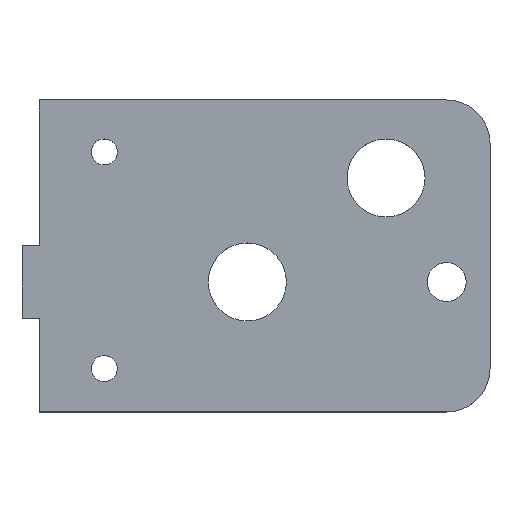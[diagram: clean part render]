
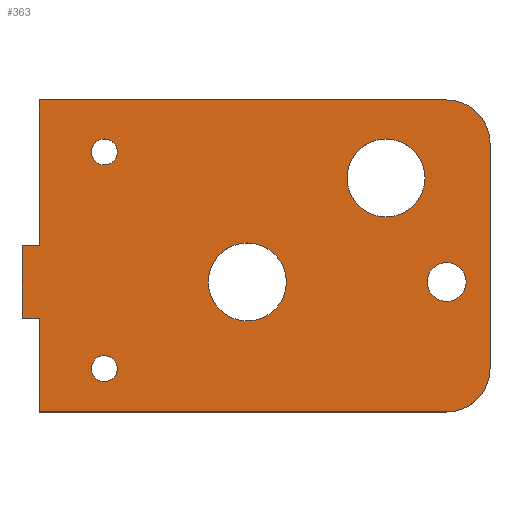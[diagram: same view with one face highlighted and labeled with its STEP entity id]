
A CAD part, top view. The second image highlights one B-rep face of the part: STEP entity #363.
In plain terms, the highlighted face is planar.
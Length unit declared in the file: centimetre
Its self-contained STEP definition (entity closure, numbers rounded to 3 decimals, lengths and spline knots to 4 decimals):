
#25=FACE_BOUND('',#79,.T.);
#26=FACE_BOUND('',#80,.T.);
#27=FACE_BOUND('',#81,.T.);
#28=FACE_BOUND('',#82,.T.);
#29=FACE_BOUND('',#83,.T.);
#44=PLANE('',#388);
#57=FACE_OUTER_BOUND('',#78,.T.);
#78=EDGE_LOOP('',(#269,#270,#271,#272,#273,#274,#275,#276,#277,#278));
#79=EDGE_LOOP('',(#279));
#80=EDGE_LOOP('',(#280));
#81=EDGE_LOOP('',(#281));
#82=EDGE_LOOP('',(#282));
#83=EDGE_LOOP('',(#283));
#119=LINE('',#554,#145);
#120=LINE('',#556,#146);
#121=LINE('',#558,#147);
#122=LINE('',#560,#148);
#123=LINE('',#562,#149);
#124=LINE('',#564,#150);
#125=LINE('',#566,#151);
#126=LINE('',#569,#152);
#145=VECTOR('',#440,4.7);
#146=VECTOR('',#441,1.68);
#147=VECTOR('',#442,0.2);
#148=VECTOR('',#443,0.84);
#149=VECTOR('',#444,0.2);
#150=VECTOR('',#445,1.08);
#151=VECTOR('',#446,4.7);
#152=VECTOR('',#449,2.6);
#169=CIRCLE('',#386,0.5);
#171=CIRCLE('',#389,0.5);
#172=CIRCLE('',#390,0.225);
#173=CIRCLE('',#391,0.15);
#174=CIRCLE('',#392,0.15);
#175=CIRCLE('',#393,0.45);
#176=CIRCLE('',#394,0.45);
#187=VERTEX_POINT('',#544);
#188=VERTEX_POINT('',#545);
#191=VERTEX_POINT('',#553);
#192=VERTEX_POINT('',#555);
#193=VERTEX_POINT('',#557);
#194=VERTEX_POINT('',#559);
#195=VERTEX_POINT('',#561);
#196=VERTEX_POINT('',#563);
#197=VERTEX_POINT('',#565);
#198=VERTEX_POINT('',#567);
#199=VERTEX_POINT('',#570);
#200=VERTEX_POINT('',#572);
#201=VERTEX_POINT('',#574);
#202=VERTEX_POINT('',#576);
#203=VERTEX_POINT('',#578);
#221=EDGE_CURVE('',#187,#188,#169,.T.);
#225=EDGE_CURVE('',#191,#188,#119,.F.);
#226=EDGE_CURVE('',#192,#191,#120,.T.);
#227=EDGE_CURVE('',#192,#193,#121,.T.);
#228=EDGE_CURVE('',#194,#193,#122,.T.);
#229=EDGE_CURVE('',#195,#194,#123,.T.);
#230=EDGE_CURVE('',#196,#195,#124,.T.);
#231=EDGE_CURVE('',#197,#196,#125,.F.);
#232=EDGE_CURVE('',#197,#198,#171,.T.);
#233=EDGE_CURVE('',#187,#198,#126,.F.);
#234=EDGE_CURVE('',#199,#199,#172,.T.);
#235=EDGE_CURVE('',#200,#200,#173,.T.);
#236=EDGE_CURVE('',#201,#201,#174,.T.);
#237=EDGE_CURVE('',#202,#202,#175,.T.);
#238=EDGE_CURVE('',#203,#203,#176,.T.);
#269=ORIENTED_EDGE('',*,*,#221,.T.);
#270=ORIENTED_EDGE('',*,*,#225,.F.);
#271=ORIENTED_EDGE('',*,*,#226,.F.);
#272=ORIENTED_EDGE('',*,*,#227,.T.);
#273=ORIENTED_EDGE('',*,*,#228,.F.);
#274=ORIENTED_EDGE('',*,*,#229,.F.);
#275=ORIENTED_EDGE('',*,*,#230,.F.);
#276=ORIENTED_EDGE('',*,*,#231,.F.);
#277=ORIENTED_EDGE('',*,*,#232,.T.);
#278=ORIENTED_EDGE('',*,*,#233,.F.);
#279=ORIENTED_EDGE('',*,*,#234,.F.);
#280=ORIENTED_EDGE('',*,*,#235,.F.);
#281=ORIENTED_EDGE('',*,*,#236,.F.);
#282=ORIENTED_EDGE('',*,*,#237,.F.);
#283=ORIENTED_EDGE('',*,*,#238,.F.);
#363=ADVANCED_FACE('',(#57,#25,#26,#27,#28,#29),#44,.T.);
#386=AXIS2_PLACEMENT_3D('',#546,#432,#433);
#388=AXIS2_PLACEMENT_3D('',#552,#438,#439);
#389=AXIS2_PLACEMENT_3D('',#568,#447,#448);
#390=AXIS2_PLACEMENT_3D('',#571,#450,#451);
#391=AXIS2_PLACEMENT_3D('',#573,#452,#453);
#392=AXIS2_PLACEMENT_3D('',#575,#454,#455);
#393=AXIS2_PLACEMENT_3D('',#577,#456,#457);
#394=AXIS2_PLACEMENT_3D('',#579,#458,#459);
#432=DIRECTION('center_axis',(1.,0.,0.));
#433=DIRECTION('ref_axis',(0.,0.707,-0.707));
#438=DIRECTION('center_axis',(1.,0.,0.));
#439=DIRECTION('ref_axis',(0.,0.,1.));
#440=DIRECTION('',(0.,0.,1.));
#441=DIRECTION('',(0.,1.,0.));
#442=DIRECTION('',(0.,0.,1.));
#443=DIRECTION('',(0.,1.,0.));
#444=DIRECTION('',(0.,0.,1.));
#445=DIRECTION('',(0.,1.,0.));
#446=DIRECTION('',(0.,0.,-1.));
#447=DIRECTION('center_axis',(1.,0.,0.));
#448=DIRECTION('ref_axis',(0.,-0.707,-0.707));
#449=DIRECTION('',(0.,1.,0.));
#450=DIRECTION('center_axis',(1.,0.,0.));
#451=DIRECTION('ref_axis',(0.,0.,1.));
#452=DIRECTION('center_axis',(1.,0.,0.));
#453=DIRECTION('ref_axis',(0.,0.,1.));
#454=DIRECTION('center_axis',(1.,0.,0.));
#455=DIRECTION('ref_axis',(0.,0.,1.));
#456=DIRECTION('center_axis',(1.,0.,0.));
#457=DIRECTION('ref_axis',(0.,0.,1.));
#458=DIRECTION('center_axis',(1.,0.,0.));
#459=DIRECTION('ref_axis',(0.,0.,1.));
#544=CARTESIAN_POINT('',(9.3,7.1,9.5));
#545=CARTESIAN_POINT('',(9.3,7.6,10.));
#546=CARTESIAN_POINT('Origin',(9.3,7.1,10.));
#552=CARTESIAN_POINT('Origin',(9.3,7.25,11.7));
#553=CARTESIAN_POINT('',(9.3,7.6,14.7));
#554=CARTESIAN_POINT('',(9.3,7.6,10.));
#555=CARTESIAN_POINT('',(9.3,5.92,14.7));
#556=CARTESIAN_POINT('',(9.3,5.92,14.7));
#557=CARTESIAN_POINT('',(9.3,5.92,14.9));
#558=CARTESIAN_POINT('',(9.3,5.92,14.7));
#559=CARTESIAN_POINT('',(9.3,5.08,14.9));
#560=CARTESIAN_POINT('',(9.3,5.08,14.9));
#561=CARTESIAN_POINT('',(9.3,5.08,14.7));
#562=CARTESIAN_POINT('',(9.3,5.08,14.7));
#563=CARTESIAN_POINT('',(9.3,4.,14.7));
#564=CARTESIAN_POINT('',(9.3,4.,14.7));
#565=CARTESIAN_POINT('',(9.3,4.,10.));
#566=CARTESIAN_POINT('',(9.3,4.,14.7));
#567=CARTESIAN_POINT('',(9.3,4.5,9.5));
#568=CARTESIAN_POINT('Origin',(9.3,4.5,10.));
#569=CARTESIAN_POINT('',(9.3,4.5,9.5));
#570=CARTESIAN_POINT('',(9.3,5.5,10.225));
#571=CARTESIAN_POINT('Origin',(9.3,5.5,10.));
#572=CARTESIAN_POINT('',(9.3,7.,14.1));
#573=CARTESIAN_POINT('Origin',(9.3,7.,13.95));
#574=CARTESIAN_POINT('',(9.3,4.5,14.1));
#575=CARTESIAN_POINT('Origin',(9.3,4.5,13.95));
#576=CARTESIAN_POINT('',(9.3,5.5,11.85));
#577=CARTESIAN_POINT('Origin',(9.3,5.5,12.3));
#578=CARTESIAN_POINT('',(9.3,6.7,10.25));
#579=CARTESIAN_POINT('Origin',(9.3,6.7,10.7));
